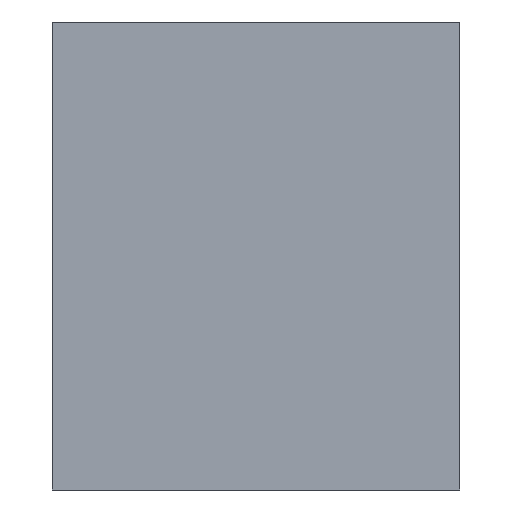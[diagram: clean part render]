
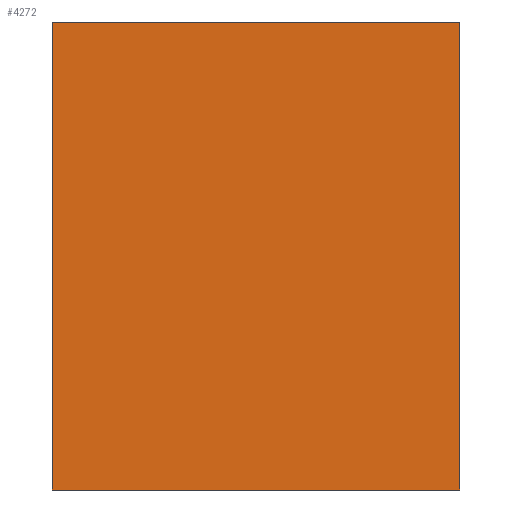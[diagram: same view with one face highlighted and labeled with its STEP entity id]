
A CAD part, left-side view. The second image highlights one B-rep face of the part: STEP entity #4272.
In plain terms, the highlighted planar face has unit normal (-1, 0, 0).
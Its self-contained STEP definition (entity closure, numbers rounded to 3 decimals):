
#335 = CARTESIAN_POINT ( 'NONE',  ( -40., 10., 13.504 ) ) ;
#702 = ORIENTED_EDGE ( 'NONE', *, *, #2580, .F. ) ;
#972 = CARTESIAN_POINT ( 'NONE',  ( -40., 10., 13.504 ) ) ;
#1354 = ORIENTED_EDGE ( 'NONE', *, *, #7320, .T. ) ;
#1436 = VERTEX_POINT ( 'NONE', #972 ) ;
#1792 = ORIENTED_EDGE ( 'NONE', *, *, #9224, .F. ) ;
#1907 = PLANE ( 'NONE',  #2243 ) ;
#2104 = LINE ( 'NONE', #8430, #4056 ) ;
#2243 = AXIS2_PLACEMENT_3D ( 'NONE', #6711, #2793, #8240 ) ;
#2321 = EDGE_CURVE ( 'NONE', #1436, #4031, #3365, .T. ) ;
#2483 = VERTEX_POINT ( 'NONE', #10051 ) ;
#2580 = EDGE_CURVE ( 'NONE', #1436, #3967, #2104, .T. ) ;
#2675 = VECTOR ( 'NONE', #5259, 1000. ) ;
#2793 = DIRECTION ( 'NONE',  ( 1., 0., 0. ) ) ;
#3328 = EDGE_LOOP ( 'NONE', ( #702, #7560, #1354, #1792 ) ) ;
#3365 = LINE ( 'NONE', #335, #8554 ) ;
#3933 = DIRECTION ( 'NONE',  ( 0., 0., 1. ) ) ;
#3967 = VERTEX_POINT ( 'NONE', #4067 ) ;
#4031 = VERTEX_POINT ( 'NONE', #9753 ) ;
#4056 = VECTOR ( 'NONE', #9159, 1000. ) ;
#4067 = CARTESIAN_POINT ( 'NONE',  ( -40., 10., 25. ) ) ;
#4272 = ADVANCED_FACE ( 'NONE', ( #9222 ), #1907, .F. ) ;
#4938 = DIRECTION ( 'NONE',  ( 0., -1., 0. ) ) ;
#5259 = DIRECTION ( 'NONE',  ( 0., -1., 0. ) ) ;
#5413 = CARTESIAN_POINT ( 'NONE',  ( -40., 10., 25. ) ) ;
#6297 = LINE ( 'NONE', #5413, #2675 ) ;
#6711 = CARTESIAN_POINT ( 'NONE',  ( -40., 10., 25. ) ) ;
#7320 = EDGE_CURVE ( 'NONE', #4031, #2483, #8529, .T. ) ;
#7560 = ORIENTED_EDGE ( 'NONE', *, *, #2321, .T. ) ;
#7754 = VECTOR ( 'NONE', #3933, 1000. ) ;
#8240 = DIRECTION ( 'NONE',  ( 0., 0., -1. ) ) ;
#8430 = CARTESIAN_POINT ( 'NONE',  ( -40., 10., 25. ) ) ;
#8529 = LINE ( 'NONE', #8731, #7754 ) ;
#8554 = VECTOR ( 'NONE', #4938, 1000. ) ;
#8731 = CARTESIAN_POINT ( 'NONE',  ( -40., 0., 25. ) ) ;
#9159 = DIRECTION ( 'NONE',  ( 0., 0., 1. ) ) ;
#9222 = FACE_OUTER_BOUND ( 'NONE', #3328, .T. ) ;
#9224 = EDGE_CURVE ( 'NONE', #3967, #2483, #6297, .T. ) ;
#9753 = CARTESIAN_POINT ( 'NONE',  ( -40., 0., 13.504 ) ) ;
#10051 = CARTESIAN_POINT ( 'NONE',  ( -40., 0., 25. ) ) ;
